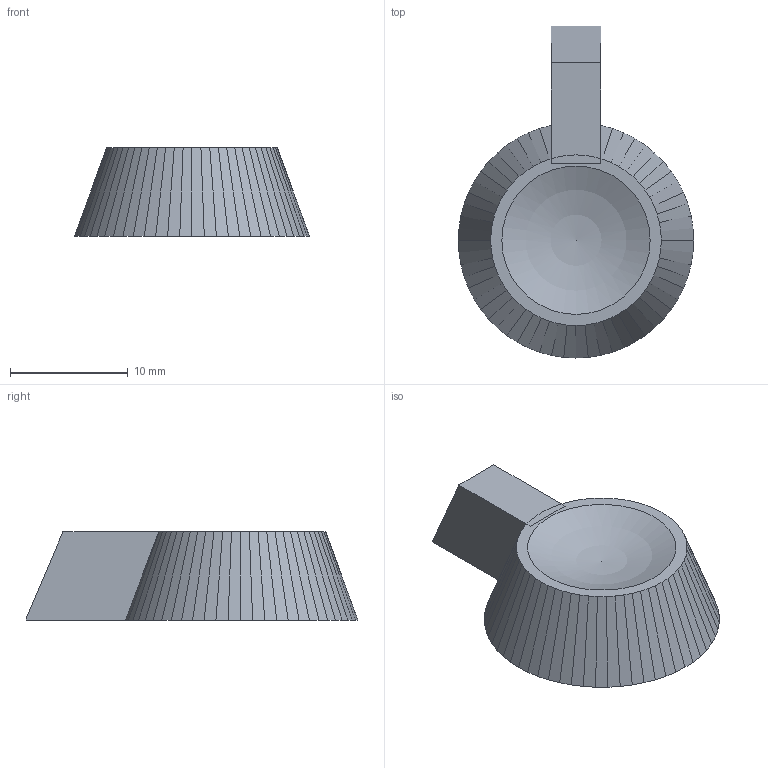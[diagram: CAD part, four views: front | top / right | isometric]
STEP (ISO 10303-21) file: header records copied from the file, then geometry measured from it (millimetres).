
FILE_DESCRIPTION(('FreeCAD Model'),'2;1');
FILE_NAME('LCD-knob.step','2018-08-02T08:52:57',('Author'),(''), 'Open CASCADE STEP processor 6.8','FreeCAD','Unknown');
FILE_SCHEMA(('AUTOMOTIVE_DESIGN { 1 0 10303 214 1 1 1 1 }'));
Length unit declared in the file: millimetre
Products named in the file (1): Group
Bounding box: 20 x 28.22 x 7.5 mm (x, y, z)
Volume: 1720.5 mm3; surface area: 1412.3 mm2
Topology: 1 solids, 1 shells, 343 faces, 914 edges, 574 vertices
Faces by surface type: bspline 172, plane 170, sphere 1
Entity records: 39281 total; most frequent: CARTESIAN_POINT 29800, ORIENTED_EDGE 1826, EDGE_CURVE 913, DIRECTION 818, VERTEX_POINT 574, LINE 470, VECTOR 470, B_SPLINE_CURVE_WITH_KNOTS 441
